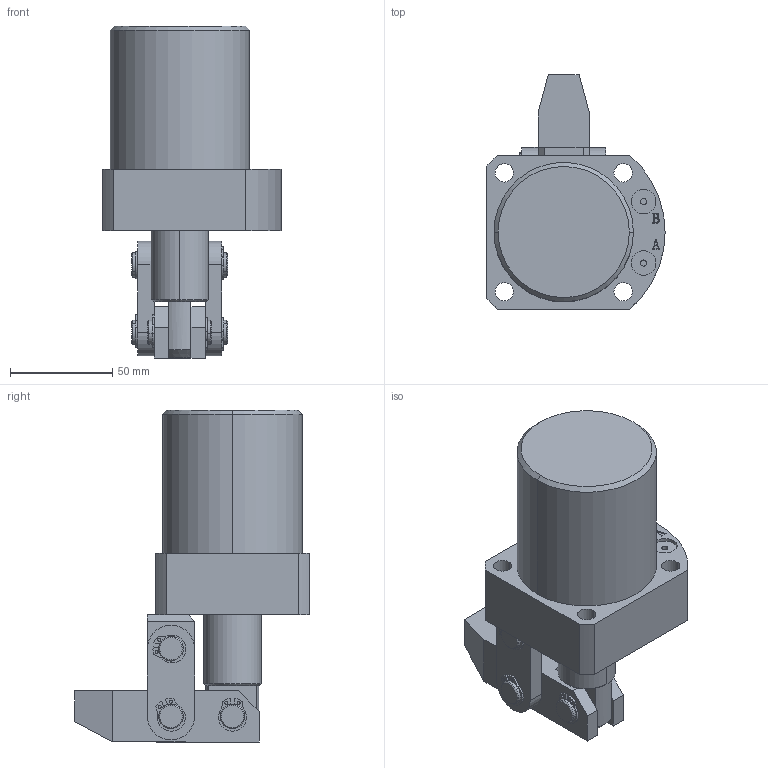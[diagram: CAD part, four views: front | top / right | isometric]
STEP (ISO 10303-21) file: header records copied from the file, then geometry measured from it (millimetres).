
FILE_DESCRIPTION (( 'STEP AP203' ), '1' );
FILE_NAME ('HLC-FAM50L.STEP', '2019-10-10T09:29:16', ( '微软用户' ), ( '微软中国' ), 'SwSTEP 2.0', 'SolidWorks 2012', '' );
FILE_SCHEMA (( 'CONFIG_CONTROL_DESIGN' ));
Length unit declared in the file: millimetre
Products named in the file (9): HLC-FAM50L; HLC-50盓傅; circlips for shaft--type a large gb_GB_CONNECTING_PIECE_RING_RRA 12; HLC-50酗种; HLC-FAM50揤旋; HLC-FAM50蟀裝; HLC-50活塞杆; HLC-50傻种; HLC-FAM50掛极
Assembly tree (15 placements, depth 2):
  HLC-FAM50L
    HLC-FAM50掛极
    HLC-50傻种
    HLC-50活塞杆
    HLC-FAM50蟀裝  x2
    HLC-FAM50揤旋
    HLC-50酗种  x2
    circlips for shaft--type a large gb_GB_CONNECTING_PIECE_RING_RRA 12  x6
    HLC-50盓傅
Bounding box: 87 x 114.5 x 162 mm (x, y, z)
Volume: 469508.7 mm3; surface area: 96506.3 mm2
Topology: 15 solids, 15 shells, 380 faces, 931 edges, 610 vertices
Faces by surface type: cylinder 190, plane 149, cone 19, bspline 16, torus 6
Entity records: 8909 total; most frequent: CARTESIAN_POINT 2075, DIRECTION 1226, ORIENTED_EDGE 1132, EDGE_CURVE 566, AXIS2_PLACEMENT_3D 455, VERTEX_POINT 368, VECTOR 316, LINE 316
